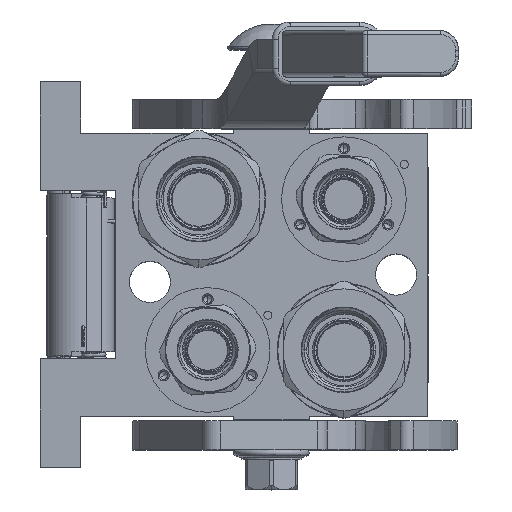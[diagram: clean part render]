
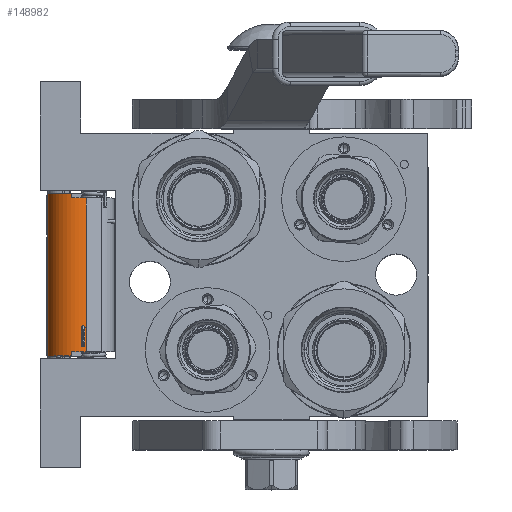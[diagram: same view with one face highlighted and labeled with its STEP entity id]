
A CAD part, top view. The second image highlights one B-rep face of the part: STEP entity #148982.
In plain terms, the highlighted cylindrical face has radius 9.5 mm (diameter 19 mm), a partial arc.
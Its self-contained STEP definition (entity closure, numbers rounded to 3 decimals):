
#2525 = LINE ( 'NONE', #61408, #112095 ) ;
#2783 = CARTESIAN_POINT ( 'NONE',  ( 28., -0.2, -67.881 ) ) ;
#3283 = EDGE_CURVE ( 'NONE', #73584, #89762, #141998, .T. ) ;
#8550 = AXIS2_PLACEMENT_3D ( 'NONE', #47216, #94713, #24277 ) ;
#9645 = CARTESIAN_POINT ( 'NONE',  ( -26.5, -0.2, -67.881 ) ) ;
#11346 = VERTEX_POINT ( 'NONE', #123452 ) ;
#13230 = DIRECTION ( 'NONE',  ( 0., 0.158, -0.987 ) ) ;
#14654 = DIRECTION ( 'NONE',  ( 1., 0., 0. ) ) ;
#16505 = VERTEX_POINT ( 'NONE', #136828 ) ;
#21734 = VECTOR ( 'NONE', #59041, 1000. ) ;
#22958 = CARTESIAN_POINT ( 'NONE',  ( -28., -1.7, -58.5 ) ) ;
#24058 = VERTEX_POINT ( 'NONE', #114946 ) ;
#24277 = DIRECTION ( 'NONE',  ( 0., -0.397, -0.918 ) ) ;
#24849 = CARTESIAN_POINT ( 'NONE',  ( 26.5, -0.2, -67.881 ) ) ;
#26680 = CARTESIAN_POINT ( 'NONE',  ( 28., -1.7, -58.5 ) ) ;
#34998 = AXIS2_PLACEMENT_3D ( 'NONE', #22958, #80132, #105103 ) ;
#38123 = LINE ( 'NONE', #24849, #21734 ) ;
#38792 = AXIS2_PLACEMENT_3D ( 'NONE', #130146, #107728, #108249 ) ;
#39360 = DIRECTION ( 'NONE',  ( 1., 0., 0. ) ) ;
#40010 = ORIENTED_EDGE ( 'NONE', *, *, #105262, .T. ) ;
#40013 = EDGE_CURVE ( 'NONE', #96508, #89762, #138034, .T. ) ;
#47216 = CARTESIAN_POINT ( 'NONE',  ( -26.5, -1.7, -58.5 ) ) ;
#48211 = ORIENTED_EDGE ( 'NONE', *, *, #40013, .T. ) ;
#58621 = ORIENTED_EDGE ( 'NONE', *, *, #77544, .F. ) ;
#59041 = DIRECTION ( 'NONE',  ( 1., 0., 0. ) ) ;
#59446 = EDGE_CURVE ( 'NONE', #24058, #112400, #65118, .T. ) ;
#60372 = EDGE_CURVE ( 'NONE', #16505, #78892, #2525, .T. ) ;
#61408 = CARTESIAN_POINT ( 'NONE',  ( -26.5, -5.47, -67.22 ) ) ;
#63740 = AXIS2_PLACEMENT_3D ( 'NONE', #26680, #39360, #85358 ) ;
#65118 = LINE ( 'NONE', #138991, #76078 ) ;
#67031 = EDGE_CURVE ( 'NONE', #16505, #112400, #73355, .T. ) ;
#67529 = ORIENTED_EDGE ( 'NONE', *, *, #59446, .F. ) ;
#71277 = ORIENTED_EDGE ( 'NONE', *, *, #78527, .F. ) ;
#73355 = CIRCLE ( 'NONE', #8550, 9.5 ) ;
#73584 = VERTEX_POINT ( 'NONE', #2783 ) ;
#73924 = CARTESIAN_POINT ( 'NONE',  ( -28., 7.8, -58.5 ) ) ;
#75055 = ORIENTED_EDGE ( 'NONE', *, *, #67031, .T. ) ;
#76078 = VECTOR ( 'NONE', #115580, 1000. ) ;
#77544 = EDGE_CURVE ( 'NONE', #78892, #11346, #140576, .T. ) ;
#78527 = EDGE_CURVE ( 'NONE', #11346, #73584, #38123, .T. ) ;
#78892 = VERTEX_POINT ( 'NONE', #91055 ) ;
#79044 = ORIENTED_EDGE ( 'NONE', *, *, #3283, .F. ) ;
#80132 = DIRECTION ( 'NONE',  ( -1., 0., 0. ) ) ;
#82848 = DIRECTION ( 'NONE',  ( 1., 0., 0. ) ) ;
#84775 = CARTESIAN_POINT ( 'NONE',  ( -28., -1.7, -58.5 ) ) ;
#85358 = DIRECTION ( 'NONE',  ( 0., 0.158, -0.987 ) ) ;
#88145 = CYLINDRICAL_SURFACE ( 'NONE', #34998, 9.5 ) ;
#89762 = VERTEX_POINT ( 'NONE', #90772 ) ;
#90772 = CARTESIAN_POINT ( 'NONE',  ( 28., 7.8, -58.5 ) ) ;
#91055 = CARTESIAN_POINT ( 'NONE',  ( 26.5, -5.47, -67.22 ) ) ;
#92286 = CARTESIAN_POINT ( 'NONE',  ( -28., 7.8, -58.5 ) ) ;
#94713 = DIRECTION ( 'NONE',  ( 1., 0., 0. ) ) ;
#95491 = ORIENTED_EDGE ( 'NONE', *, *, #60372, .F. ) ;
#95499 = DIRECTION ( 'NONE',  ( 1., 0., 0. ) ) ;
#96508 = VERTEX_POINT ( 'NONE', #92286 ) ;
#97236 = FACE_OUTER_BOUND ( 'NONE', #124389, .T. ) ;
#105103 = DIRECTION ( 'NONE',  ( 0., -1., 0. ) ) ;
#105262 = EDGE_CURVE ( 'NONE', #24058, #96508, #146799, .T. ) ;
#107728 = DIRECTION ( 'NONE',  ( 1., 0., 0. ) ) ;
#108249 = DIRECTION ( 'NONE',  ( 0., -0.397, -0.918 ) ) ;
#112095 = VECTOR ( 'NONE', #82848, 1000. ) ;
#112400 = VERTEX_POINT ( 'NONE', #9645 ) ;
#114946 = CARTESIAN_POINT ( 'NONE',  ( -28., -0.2, -67.881 ) ) ;
#115580 = DIRECTION ( 'NONE',  ( 1., 0., 0. ) ) ;
#121656 = VECTOR ( 'NONE', #14654, 1000. ) ;
#123452 = CARTESIAN_POINT ( 'NONE',  ( 26.5, -0.2, -67.881 ) ) ;
#124389 = EDGE_LOOP ( 'NONE', ( #95491, #75055, #67529, #40010, #48211, #79044, #71277, #58621 ) ) ;
#130146 = CARTESIAN_POINT ( 'NONE',  ( 26.5, -1.7, -58.5 ) ) ;
#136828 = CARTESIAN_POINT ( 'NONE',  ( -26.5, -5.47, -67.22 ) ) ;
#138034 = LINE ( 'NONE', #73924, #121656 ) ;
#138991 = CARTESIAN_POINT ( 'NONE',  ( -28., -0.2, -67.881 ) ) ;
#140576 = CIRCLE ( 'NONE', #38792, 9.5 ) ;
#141998 = CIRCLE ( 'NONE', #63740, 9.5 ) ;
#146797 = AXIS2_PLACEMENT_3D ( 'NONE', #84775, #95499, #13230 ) ;
#146799 = CIRCLE ( 'NONE', #146797, 9.5 ) ;
#148982 = ADVANCED_FACE ( 'NONE', ( #97236 ), #88145, .T. ) ;
